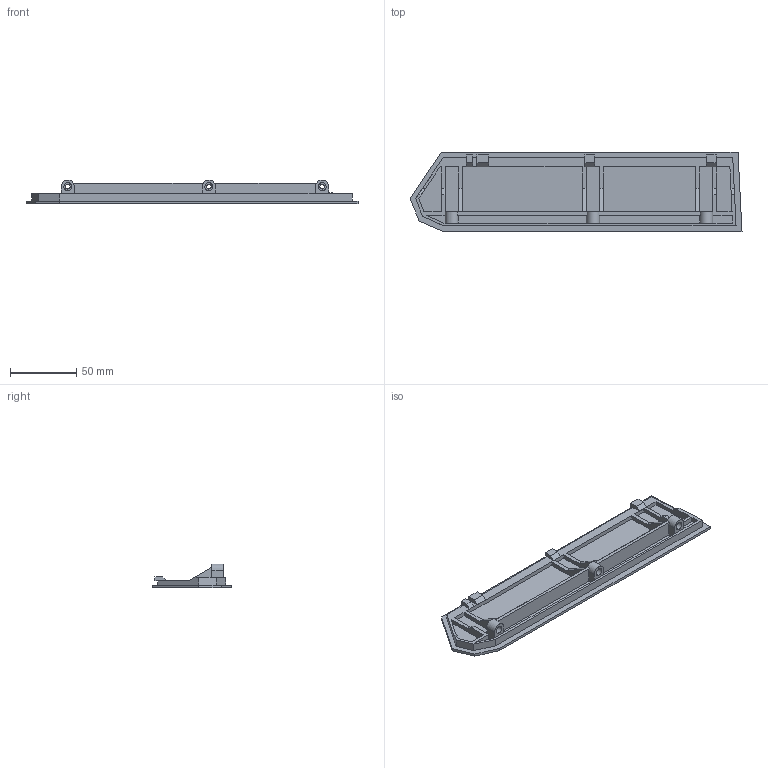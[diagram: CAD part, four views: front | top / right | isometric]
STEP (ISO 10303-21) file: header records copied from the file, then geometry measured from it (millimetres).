
FILE_DESCRIPTION(/* description */ (''),/* implementation_level */ '2;1');
FILE_NAME(/* name */ 'Flat TE Side Panel Right',/* time_stamp */ '2025-01-12T16:23:26-05:00',/* author */ (''),/* organization */ (''),/* preprocessor_version */ 'ST-DEVELOPER v19.2',/* originating_system */ 'Rhino 8.11',/* authorisation */ '');
FILE_SCHEMA (('CONFIG_CONTROL_DESIGN'));
Length unit declared in the file: millimetre
Products named in the file (1): Document
Bounding box: 250.5 x 59.94 x 18 mm (x, y, z)
Volume: 53179.3 mm3; surface area: 42892.8 mm2
Topology: 1 solids, 1 shells, 125 faces, 337 edges, 218 vertices
Faces by surface type: plane 110, cylinder 15
Entity records: 3601 total; most frequent: CARTESIAN_POINT 1055, ORIENTED_EDGE 674, EDGE_CURVE 337, B_SPLINE_CURVE_WITH_KNOTS 285, VERTEX_POINT 218, DIRECTION 197, AXIS2_PLACEMENT_3D 161, EDGE_LOOP 135
